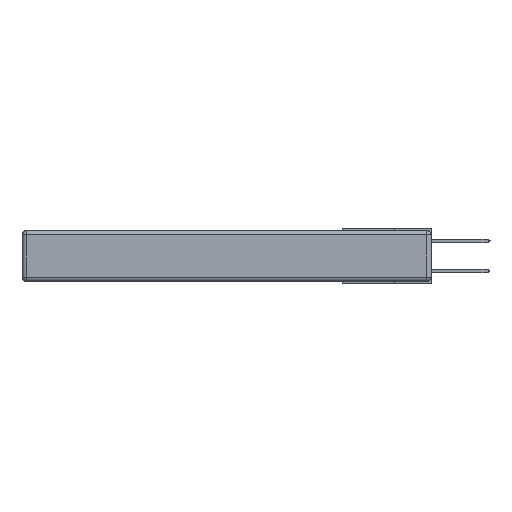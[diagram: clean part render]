
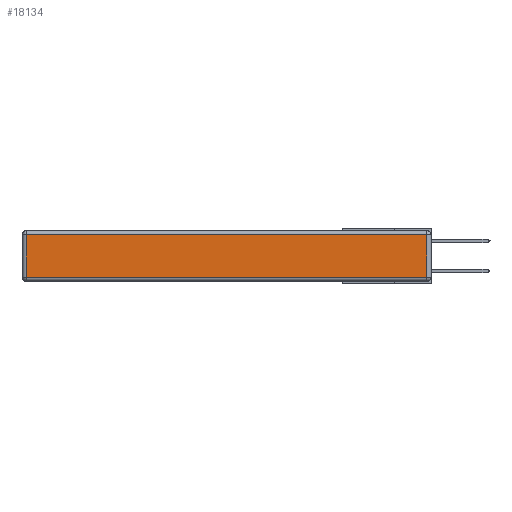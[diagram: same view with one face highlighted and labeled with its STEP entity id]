
A CAD part, left-side view. The second image highlights one B-rep face of the part: STEP entity #18134.
In plain terms, the highlighted planar face has unit normal (-1, 0, 0).
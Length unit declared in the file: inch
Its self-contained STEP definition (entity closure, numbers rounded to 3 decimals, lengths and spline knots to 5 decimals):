
#336 = FACE_OUTER_BOUND ( 'NONE', #10946, .T. ) ;
#1496 = ORIENTED_EDGE ( 'NONE', *, *, #34161, .T. ) ;
#2369 = CARTESIAN_POINT ( 'NONE',  ( 0., 2.72, -0.343 ) ) ;
#3786 = CARTESIAN_POINT ( 'NONE',  ( 0., 2.72, -0.313 ) ) ;
#4303 = ORIENTED_EDGE ( 'NONE', *, *, #14566, .T. ) ;
#8705 = DIRECTION ( 'NONE',  ( -1., 0., 0. ) ) ;
#9337 = EDGE_CURVE ( 'NONE', #22410, #23335, #19222, .T. ) ;
#9460 = CARTESIAN_POINT ( 'NONE',  ( 0., 0., -0.313 ) ) ;
#10325 = DIRECTION ( 'NONE',  ( 0., 0., 1. ) ) ;
#10946 = EDGE_LOOP ( 'NONE', ( #28776, #4303, #1496, #30044 ) ) ;
#11126 = DIRECTION ( 'NONE',  ( 0., 0., 1. ) ) ;
#12417 = EDGE_CURVE ( 'NONE', #23335, #34167, #26079, .T. ) ;
#14566 = EDGE_CURVE ( 'NONE', #34167, #21523, #34941, .T. ) ;
#16041 = CARTESIAN_POINT ( 'NONE',  ( 0., 2.72, -0.03 ) ) ;
#17100 = VECTOR ( 'NONE', #10325, 39.37008 ) ;
#18134 = ADVANCED_FACE ( 'NONE', ( #336 ), #27800, .T. ) ;
#19222 = LINE ( 'NONE', #2369, #23974 ) ;
#20786 = VECTOR ( 'NONE', #30269, 39.37008 ) ;
#21018 = CARTESIAN_POINT ( 'NONE',  ( 0., 0.03, -0.03 ) ) ;
#21523 = VERTEX_POINT ( 'NONE', #21018 ) ;
#21557 = DIRECTION ( 'NONE',  ( 0., 0., -1. ) ) ;
#22410 = VERTEX_POINT ( 'NONE', #16041 ) ;
#22733 = CARTESIAN_POINT ( 'NONE',  ( 0., 0.03, -0.313 ) ) ;
#23335 = VERTEX_POINT ( 'NONE', #3786 ) ;
#23821 = LINE ( 'NONE', #33317, #20786 ) ;
#23974 = VECTOR ( 'NONE', #21557, 39.37008 ) ;
#26079 = LINE ( 'NONE', #9460, #26538 ) ;
#26538 = VECTOR ( 'NONE', #28936, 39.37008 ) ;
#27800 = PLANE ( 'NONE',  #35605 ) ;
#27930 = CARTESIAN_POINT ( 'NONE',  ( 0., 0., -0.343 ) ) ;
#28776 = ORIENTED_EDGE ( 'NONE', *, *, #12417, .T. ) ;
#28936 = DIRECTION ( 'NONE',  ( 0., -1., 0. ) ) ;
#30044 = ORIENTED_EDGE ( 'NONE', *, *, #9337, .T. ) ;
#30269 = DIRECTION ( 'NONE',  ( 0., 1., 0. ) ) ;
#33317 = CARTESIAN_POINT ( 'NONE',  ( 0., 2.75, -0.03 ) ) ;
#34161 = EDGE_CURVE ( 'NONE', #21523, #22410, #23821, .T. ) ;
#34167 = VERTEX_POINT ( 'NONE', #22733 ) ;
#34941 = LINE ( 'NONE', #35090, #17100 ) ;
#35090 = CARTESIAN_POINT ( 'NONE',  ( 0., 0.03, -0.343 ) ) ;
#35605 = AXIS2_PLACEMENT_3D ( 'NONE', #27930, #8705, #11126 ) ;
